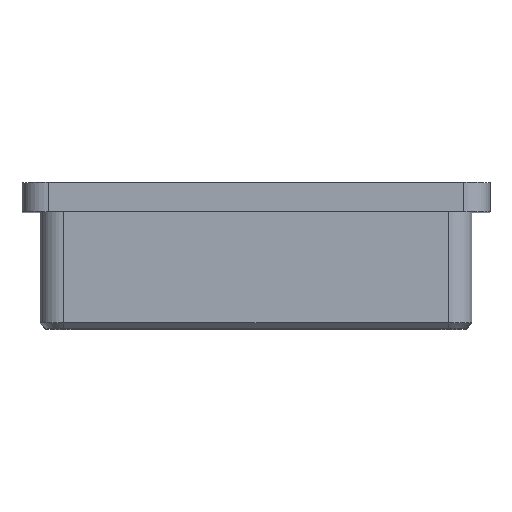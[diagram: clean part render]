
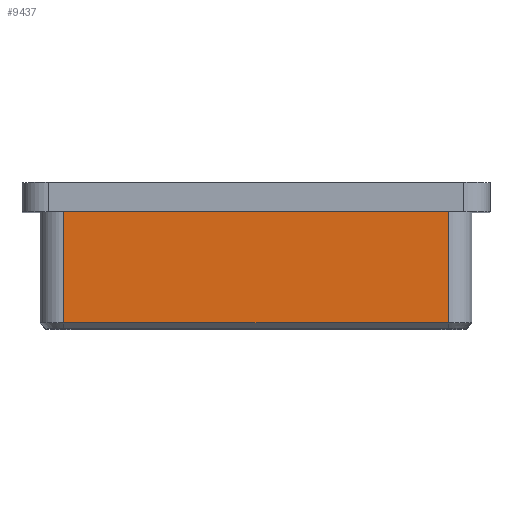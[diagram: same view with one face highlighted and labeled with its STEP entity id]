
A CAD part, top view. The second image highlights one B-rep face of the part: STEP entity #9437.
In plain terms, the highlighted planar face has unit normal (0, 0, 1).
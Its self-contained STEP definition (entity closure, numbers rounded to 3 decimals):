
#621 = CARTESIAN_POINT ( 'NONE',  ( -36.9, -20., 36.9 ) ) ;
#1445 = VECTOR ( 'NONE', #3612, 1000. ) ;
#1535 = EDGE_LOOP ( 'NONE', ( #5905, #6653, #1691, #18103 ) ) ;
#1691 = ORIENTED_EDGE ( 'NONE', *, *, #14502, .T. ) ;
#2117 = CARTESIAN_POINT ( 'NONE',  ( -32.9, -19., 36.9 ) ) ;
#2895 = CARTESIAN_POINT ( 'NONE',  ( 32.9, 0., 36.9 ) ) ;
#3612 = DIRECTION ( 'NONE',  ( 0., -1., 0. ) ) ;
#4296 = FACE_OUTER_BOUND ( 'NONE', #1535, .T. ) ;
#5462 = CARTESIAN_POINT ( 'NONE',  ( 32.9, -19., 36.9 ) ) ;
#5905 = ORIENTED_EDGE ( 'NONE', *, *, #12249, .T. ) ;
#6643 = VECTOR ( 'NONE', #11250, 1000. ) ;
#6653 = ORIENTED_EDGE ( 'NONE', *, *, #17429, .T. ) ;
#6711 = EDGE_CURVE ( 'NONE', #16310, #15075, #12702, .T. ) ;
#7011 = CARTESIAN_POINT ( 'NONE',  ( 32.9, -19., 36.9 ) ) ;
#7661 = CARTESIAN_POINT ( 'NONE',  ( -32.9, -20., 36.9 ) ) ;
#9437 = ADVANCED_FACE ( 'NONE', ( #4296 ), #15628, .F. ) ;
#9544 = DIRECTION ( 'NONE',  ( 0., 1., 0. ) ) ;
#10368 = LINE ( 'NONE', #7011, #6643 ) ;
#11250 = DIRECTION ( 'NONE',  ( 1., 0., 0. ) ) ;
#11699 = VERTEX_POINT ( 'NONE', #2117 ) ;
#12249 = EDGE_CURVE ( 'NONE', #15075, #11699, #13282, .T. ) ;
#12398 = LINE ( 'NONE', #12435, #15709 ) ;
#12435 = CARTESIAN_POINT ( 'NONE',  ( 32.9, -20., 36.9 ) ) ;
#12702 = LINE ( 'NONE', #13875, #15569 ) ;
#13282 = LINE ( 'NONE', #7661, #1445 ) ;
#13875 = CARTESIAN_POINT ( 'NONE',  ( -36.9, 0., 36.9 ) ) ;
#14502 = EDGE_CURVE ( 'NONE', #17976, #16310, #12398, .T. ) ;
#15075 = VERTEX_POINT ( 'NONE', #16718 ) ;
#15569 = VECTOR ( 'NONE', #16804, 1000. ) ;
#15628 = PLANE ( 'NONE',  #15731 ) ;
#15709 = VECTOR ( 'NONE', #9544, 1000. ) ;
#15731 = AXIS2_PLACEMENT_3D ( 'NONE', #621, #17333, #17385 ) ;
#16310 = VERTEX_POINT ( 'NONE', #2895 ) ;
#16718 = CARTESIAN_POINT ( 'NONE',  ( -32.9, 0., 36.9 ) ) ;
#16804 = DIRECTION ( 'NONE',  ( -1., 0., 0. ) ) ;
#17333 = DIRECTION ( 'NONE',  ( 0., 0., -1. ) ) ;
#17385 = DIRECTION ( 'NONE',  ( -1., 0., 0. ) ) ;
#17429 = EDGE_CURVE ( 'NONE', #11699, #17976, #10368, .T. ) ;
#17976 = VERTEX_POINT ( 'NONE', #5462 ) ;
#18103 = ORIENTED_EDGE ( 'NONE', *, *, #6711, .T. ) ;
